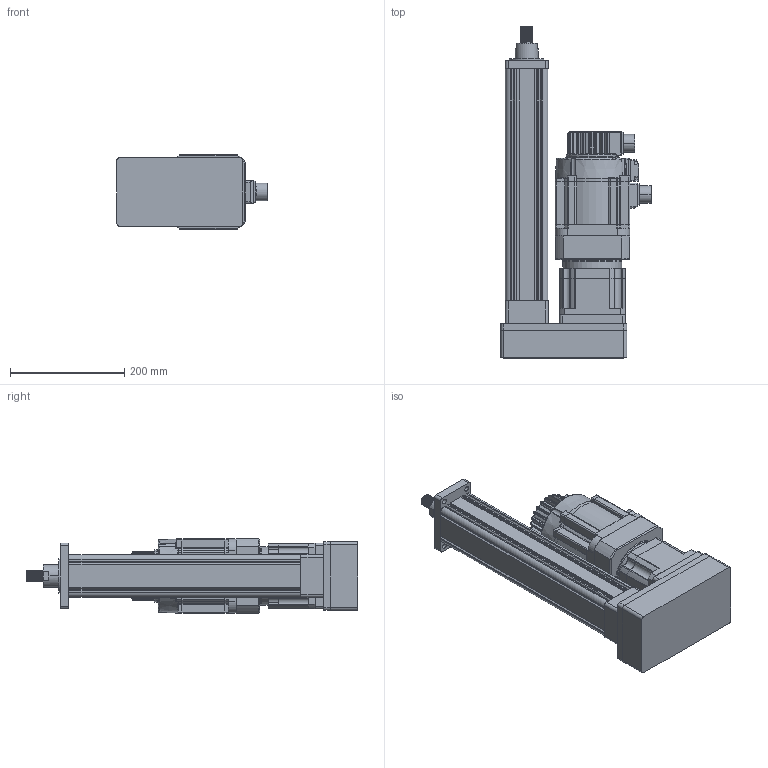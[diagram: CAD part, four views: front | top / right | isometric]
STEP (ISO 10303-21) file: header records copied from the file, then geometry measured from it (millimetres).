
FILE_DESCRIPTION (( 'STEP AP203' ), '1' );
FILE_NAME ('240821-BJ-75缸折叠300行程装配体.STEP', '2024-08-21T09:04:05', ( '微软用户' ), ( '微软中国' ), 'SwSTEP 2.0', 'SolidWorks 2022', '' );
FILE_SCHEMA (( 'CONFIG_CONTROL_DESIGN' ));
Length unit declared in the file: millimetre
Products named in the file (21): 31090369--ISMH3-850002.stp; 75缸行程300折叠前法兰安装; 15050041---402460001.stp; PGH115-L1-22-110-145-M8-A32(入力带键槽8); 31090371--ISMH3-850002.stp; 240821-BJ-75缸折叠300行程装配体; ISMH3-85B15CD-A334B_ASM.stp; 31100134--1-0001.stp; 零件40^240821-BJ-75缸折叠300行程装配体; 31090131--1-SOLI00.stp; 31110211--1-S0001.stp; 0111XXXX_MS1H3-85B15CB(D)-A334Z.stp; 31100061--1-0001.stp; 15050041---604170001.stp; 15050037_0004.stp; 31090345--1-SOL000.stp; 31100034--1-S0001.stp; 15050037_0003.stp; _1-SOLI00.stp; PLAIN_PARALLEL_KEYS-1-SOLID1.stp; 0111XXXX_MS1H3-85B15CB(D)-A334Z
Assembly tree (20 placements, depth 5):
  240821-BJ-75缸折叠300行程装配体
    75缸行程300折叠前法兰安装
    PGH115-L1-22-110-145-M8-A32(入力带键槽8)
    0111XXXX_MS1H3-85B15CB(D)-A334Z
      0111XXXX_MS1H3-85B15CB(D)-A334Z.stp
        ISMH3-85B15CD-A334B_ASM.stp
          31090371--ISMH3-850002.stp
          31100034--1-S0001.stp
          31110211--1-S0001.stp
          31090369--ISMH3-850002.stp
          15050037_0003.stp
          31090345--1-SOL000.stp
          31090131--1-SOLI00.stp
          _1-SOLI00.stp
          15050041---402460001.stp
          15050037_0004.stp
          PLAIN_PARALLEL_KEYS-1-SOLID1.stp
          31100134--1-0001.stp
          31100061--1-0001.stp
          15050041---604170001.stp
    零件40^240821-BJ-75缸折叠300行程装配体
Bounding box: 262.5 x 580 x 130 mm (x, y, z)
Volume: 8143459 mm3; surface area: 798335.1 mm2
Topology: 36 solids, 36 shells, 2215 faces, 5448 edges, 3286 vertices
Faces by surface type: cylinder 1041, plane 566, torus 316, sphere 141, cone 83, bspline 68
Entity records: 80461 total; most frequent: CARTESIAN_POINT 25796, DIRECTION 11748, ORIENTED_EDGE 10588, EDGE_CURVE 5294, AXIS2_PLACEMENT_3D 4725, VERTEX_POINT 3260, CIRCLE 2552, EDGE_LOOP 2464
